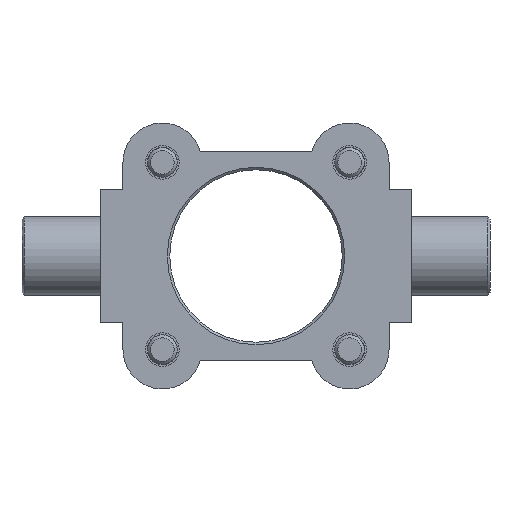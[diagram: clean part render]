
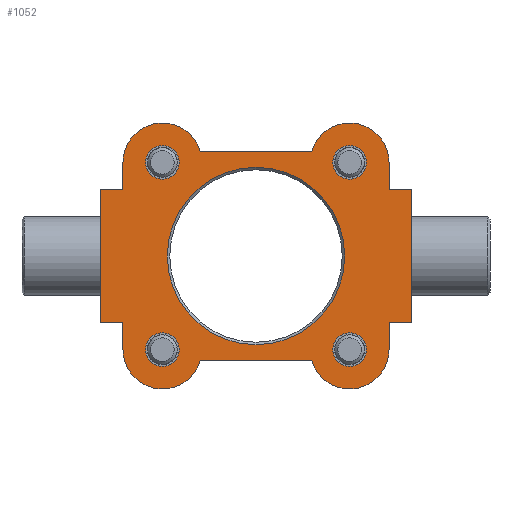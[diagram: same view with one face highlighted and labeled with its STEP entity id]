
A CAD part, front view. The second image highlights one B-rep face of the part: STEP entity #1052.
In plain terms, the highlighted planar face has unit normal (0, -1, 0).
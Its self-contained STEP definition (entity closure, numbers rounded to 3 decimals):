
#78=PLANE('',#1170);
#114=CIRCLE('',#1157,8.);
#115=CIRCLE('',#1160,8.);
#116=CIRCLE('',#1162,8.);
#118=CIRCLE('',#1166,8.);
#121=CIRCLE('',#1171,3.4);
#122=CIRCLE('',#1172,3.4);
#123=CIRCLE('',#1173,3.4);
#124=CIRCLE('',#1174,3.4);
#125=CIRCLE('',#1175,18.);
#263=ORIENTED_EDGE('',*,*,#507,.F.);
#264=ORIENTED_EDGE('',*,*,#508,.F.);
#265=ORIENTED_EDGE('',*,*,#509,.F.);
#266=ORIENTED_EDGE('',*,*,#510,.F.);
#267=ORIENTED_EDGE('',*,*,#511,.F.);
#268=ORIENTED_EDGE('',*,*,#472,.F.);
#269=ORIENTED_EDGE('',*,*,#460,.F.);
#270=ORIENTED_EDGE('',*,*,#512,.F.);
#271=ORIENTED_EDGE('',*,*,#443,.F.);
#272=ORIENTED_EDGE('',*,*,#471,.F.);
#273=ORIENTED_EDGE('',*,*,#504,.F.);
#274=ORIENTED_EDGE('',*,*,#501,.F.);
#275=ORIENTED_EDGE('',*,*,#498,.F.);
#276=ORIENTED_EDGE('',*,*,#478,.F.);
#277=ORIENTED_EDGE('',*,*,#449,.F.);
#278=ORIENTED_EDGE('',*,*,#513,.F.);
#279=ORIENTED_EDGE('',*,*,#466,.F.);
#280=ORIENTED_EDGE('',*,*,#477,.F.);
#281=ORIENTED_EDGE('',*,*,#497,.F.);
#282=ORIENTED_EDGE('',*,*,#495,.F.);
#283=ORIENTED_EDGE('',*,*,#493,.F.);
#443=EDGE_CURVE('',#581,#582,#673,.T.);
#449=EDGE_CURVE('',#587,#588,#679,.T.);
#460=EDGE_CURVE('',#598,#599,#687,.T.);
#466=EDGE_CURVE('',#604,#605,#693,.T.);
#471=EDGE_CURVE('',#608,#581,#698,.T.);
#472=EDGE_CURVE('',#599,#609,#699,.T.);
#477=EDGE_CURVE('',#612,#604,#704,.T.);
#478=EDGE_CURVE('',#588,#613,#705,.T.);
#493=EDGE_CURVE('',#609,#621,#114,.T.);
#495=EDGE_CURVE('',#621,#622,#712,.T.);
#497=EDGE_CURVE('',#622,#612,#115,.T.);
#498=EDGE_CURVE('',#613,#623,#116,.T.);
#501=EDGE_CURVE('',#623,#625,#715,.T.);
#504=EDGE_CURVE('',#625,#608,#118,.T.);
#507=EDGE_CURVE('',#627,#627,#121,.T.);
#508=EDGE_CURVE('',#628,#628,#122,.T.);
#509=EDGE_CURVE('',#629,#629,#123,.T.);
#510=EDGE_CURVE('',#630,#630,#124,.T.);
#511=EDGE_CURVE('',#631,#631,#125,.T.);
#512=EDGE_CURVE('',#582,#598,#718,.T.);
#513=EDGE_CURVE('',#605,#587,#719,.T.);
#581=VERTEX_POINT('',#1623);
#582=VERTEX_POINT('',#1625);
#587=VERTEX_POINT('',#1636);
#588=VERTEX_POINT('',#1638);
#598=VERTEX_POINT('',#1660);
#599=VERTEX_POINT('',#1662);
#604=VERTEX_POINT('',#1673);
#605=VERTEX_POINT('',#1675);
#608=VERTEX_POINT('',#1683);
#609=VERTEX_POINT('',#1687);
#612=VERTEX_POINT('',#1695);
#613=VERTEX_POINT('',#1699);
#621=VERTEX_POINT('',#1726);
#622=VERTEX_POINT('',#1730);
#623=VERTEX_POINT('',#1736);
#625=VERTEX_POINT('',#1742);
#627=VERTEX_POINT('',#1753);
#628=VERTEX_POINT('',#1755);
#629=VERTEX_POINT('',#1757);
#630=VERTEX_POINT('',#1759);
#631=VERTEX_POINT('',#1761);
#673=LINE('',#1624,#745);
#679=LINE('',#1637,#751);
#687=LINE('',#1661,#759);
#693=LINE('',#1674,#765);
#698=LINE('',#1684,#770);
#699=LINE('',#1686,#771);
#704=LINE('',#1696,#776);
#705=LINE('',#1698,#777);
#712=LINE('',#1729,#784);
#715=LINE('',#1741,#787);
#718=LINE('',#1762,#790);
#719=LINE('',#1763,#791);
#745=VECTOR('',#1279,1000.);
#751=VECTOR('',#1287,1000.);
#759=VECTOR('',#1305,1000.);
#765=VECTOR('',#1313,1000.);
#770=VECTOR('',#1320,1000.);
#771=VECTOR('',#1323,1000.);
#776=VECTOR('',#1330,1000.);
#777=VECTOR('',#1333,1000.);
#784=VECTOR('',#1370,1000.);
#787=VECTOR('',#1385,1000.);
#790=VECTOR('',#1410,1000.);
#791=VECTOR('',#1411,1000.);
#836=EDGE_LOOP('',(#263));
#837=EDGE_LOOP('',(#264));
#838=EDGE_LOOP('',(#265));
#839=EDGE_LOOP('',(#266));
#840=EDGE_LOOP('',(#267));
#841=EDGE_LOOP('',(#268,#269,#270,#271,#272,#273,#274,#275,#276,#277,#278,
#279,#280,#281,#282,#283));
#936=FACE_BOUND('',#836,.T.);
#937=FACE_BOUND('',#837,.T.);
#938=FACE_BOUND('',#838,.T.);
#939=FACE_BOUND('',#839,.T.);
#940=FACE_BOUND('',#840,.T.);
#941=FACE_BOUND('',#841,.T.);
#1052=ADVANCED_FACE('',(#936,#937,#938,#939,#940,#941),#78,.F.);
#1157=AXIS2_PLACEMENT_3D('',#1725,#1365,#1366);
#1160=AXIS2_PLACEMENT_3D('',#1733,#1374,#1375);
#1162=AXIS2_PLACEMENT_3D('',#1735,#1378,#1379);
#1166=AXIS2_PLACEMENT_3D('',#1746,#1390,#1391);
#1170=AXIS2_PLACEMENT_3D('',#1751,#1398,#1399);
#1171=AXIS2_PLACEMENT_3D('',#1752,#1400,#1401);
#1172=AXIS2_PLACEMENT_3D('',#1754,#1402,#1403);
#1173=AXIS2_PLACEMENT_3D('',#1756,#1404,#1405);
#1174=AXIS2_PLACEMENT_3D('',#1758,#1406,#1407);
#1175=AXIS2_PLACEMENT_3D('',#1760,#1408,#1409);
#1279=DIRECTION('',(-1.,0.,0.));
#1287=DIRECTION('',(-1.,0.,0.));
#1305=DIRECTION('',(1.,0.,0.));
#1313=DIRECTION('',(1.,0.,0.));
#1320=DIRECTION('',(0.,0.,1.));
#1323=DIRECTION('',(0.,0.,1.));
#1330=DIRECTION('',(0.,0.,-1.));
#1333=DIRECTION('',(0.,0.,-1.));
#1365=DIRECTION('',(0.,1.,0.));
#1366=DIRECTION('',(1.,0.,0.));
#1370=DIRECTION('',(1.,0.,0.));
#1374=DIRECTION('',(0.,1.,0.));
#1375=DIRECTION('',(1.,0.,0.));
#1378=DIRECTION('',(0.,1.,0.));
#1379=DIRECTION('',(1.,0.,0.));
#1385=DIRECTION('',(-1.,0.,0.));
#1390=DIRECTION('',(0.,1.,0.));
#1391=DIRECTION('',(1.,0.,0.));
#1398=DIRECTION('',(0.,1.,0.));
#1399=DIRECTION('',(0.,0.,1.));
#1400=DIRECTION('',(0.,-1.,0.));
#1401=DIRECTION('',(0.,0.,-1.));
#1402=DIRECTION('',(0.,-1.,0.));
#1403=DIRECTION('',(0.,0.,-1.));
#1404=DIRECTION('',(0.,-1.,0.));
#1405=DIRECTION('',(0.,0.,-1.));
#1406=DIRECTION('',(0.,-1.,0.));
#1407=DIRECTION('',(0.,0.,-1.));
#1408=DIRECTION('',(0.,-1.,0.));
#1409=DIRECTION('',(0.,0.,-1.));
#1410=DIRECTION('',(0.,0.,1.));
#1411=DIRECTION('',(0.,0.,-1.));
#1623=CARTESIAN_POINT('',(-27.,0.,-13.5));
#1624=CARTESIAN_POINT('',(-16.411,0.,-13.5));
#1625=CARTESIAN_POINT('',(-31.5,0.,-13.5));
#1636=CARTESIAN_POINT('',(31.5,0.,-13.5));
#1637=CARTESIAN_POINT('',(31.5,0.,-13.5));
#1638=CARTESIAN_POINT('',(27.,0.,-13.5));
#1660=CARTESIAN_POINT('',(-31.5,0.,13.5));
#1661=CARTESIAN_POINT('',(-31.5,0.,13.5));
#1662=CARTESIAN_POINT('',(-27.,0.,13.5));
#1673=CARTESIAN_POINT('',(27.,0.,13.5));
#1674=CARTESIAN_POINT('',(16.411,0.,13.5));
#1675=CARTESIAN_POINT('',(31.5,0.,13.5));
#1683=CARTESIAN_POINT('',(-27.,0.,-19.));
#1684=CARTESIAN_POINT('',(-27.,0.,-19.));
#1686=CARTESIAN_POINT('',(-27.,0.,-19.));
#1687=CARTESIAN_POINT('',(-27.,0.,19.));
#1695=CARTESIAN_POINT('',(27.,0.,19.));
#1696=CARTESIAN_POINT('',(27.,0.,19.));
#1698=CARTESIAN_POINT('',(27.,0.,19.));
#1699=CARTESIAN_POINT('',(27.,0.,-19.));
#1725=CARTESIAN_POINT('',(-19.,0.,19.));
#1726=CARTESIAN_POINT('',(-11.323,0.,21.25));
#1729=CARTESIAN_POINT('',(-11.323,0.,21.25));
#1730=CARTESIAN_POINT('',(11.323,0.,21.25));
#1733=CARTESIAN_POINT('',(19.,0.,19.));
#1735=CARTESIAN_POINT('',(19.,0.,-19.));
#1736=CARTESIAN_POINT('',(11.323,0.,-21.25));
#1741=CARTESIAN_POINT('',(11.323,0.,-21.25));
#1742=CARTESIAN_POINT('',(-11.323,0.,-21.25));
#1746=CARTESIAN_POINT('',(-19.,0.,-19.));
#1751=CARTESIAN_POINT('',(-19.,0.,19.));
#1752=CARTESIAN_POINT('',(-19.,0.,-19.));
#1753=CARTESIAN_POINT('',(-19.,0.,-22.4));
#1754=CARTESIAN_POINT('',(19.,0.,-19.));
#1755=CARTESIAN_POINT('',(19.,0.,-22.4));
#1756=CARTESIAN_POINT('',(-19.,0.,19.));
#1757=CARTESIAN_POINT('',(-19.,0.,15.6));
#1758=CARTESIAN_POINT('',(19.,0.,19.));
#1759=CARTESIAN_POINT('',(19.,0.,15.6));
#1760=CARTESIAN_POINT('',(0.,0.,0.));
#1761=CARTESIAN_POINT('',(0.,0.,-18.));
#1762=CARTESIAN_POINT('',(-31.5,0.,-13.5));
#1763=CARTESIAN_POINT('',(31.5,0.,13.5));
